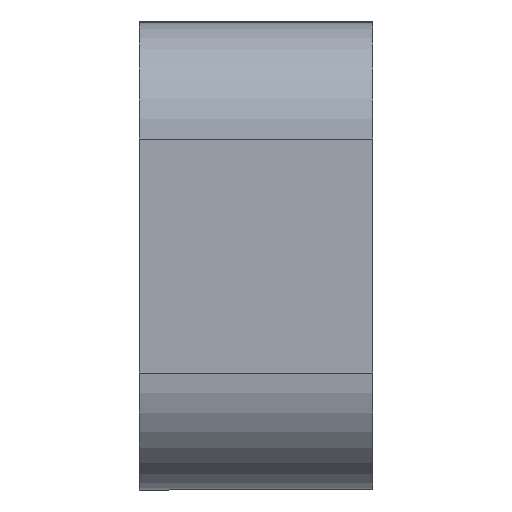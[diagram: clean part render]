
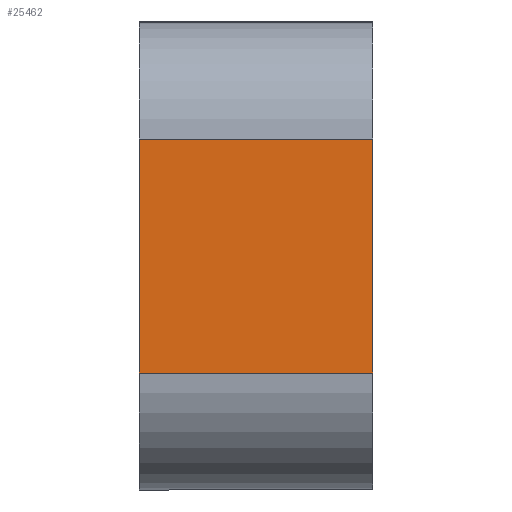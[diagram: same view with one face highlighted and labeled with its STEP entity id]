
A CAD part, left-side view. The second image highlights one B-rep face of the part: STEP entity #25462.
In plain terms, the highlighted planar face has unit normal (-1, 0, 0).
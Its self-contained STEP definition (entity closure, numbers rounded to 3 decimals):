
#2636=FACE_OUTER_BOUND('',#3938,.T.);
#3938=EDGE_LOOP('',(#21964,#21965,#21966,#21967));
#6474=LINE('',#41461,#9314);
#6660=LINE('',#41846,#9500);
#6662=LINE('',#41853,#9502);
#6663=LINE('',#41854,#9503);
#9314=VECTOR('',#33937,10.);
#9500=VECTOR('',#34293,10.);
#9502=VECTOR('',#34301,10.);
#9503=VECTOR('',#34302,10.);
#12021=VERTEX_POINT('',#41459);
#12022=VERTEX_POINT('',#41460);
#12135=VERTEX_POINT('',#41844);
#12136=VERTEX_POINT('',#41845);
#15451=EDGE_CURVE('',#12021,#12022,#6474,.T.);
#15679=EDGE_CURVE('',#12135,#12136,#6660,.T.);
#15683=EDGE_CURVE('',#12135,#12022,#6662,.T.);
#15684=EDGE_CURVE('',#12021,#12136,#6663,.T.);
#21964=ORIENTED_EDGE('',*,*,#15683,.F.);
#21965=ORIENTED_EDGE('',*,*,#15679,.T.);
#21966=ORIENTED_EDGE('',*,*,#15684,.F.);
#21967=ORIENTED_EDGE('',*,*,#15451,.T.);
#24241=PLANE('',#27581);
#25462=ADVANCED_FACE('',(#2636),#24241,.T.);
#27581=AXIS2_PLACEMENT_3D('',#41852,#34299,#34300);
#33937=DIRECTION('',(0.,-1.,0.));
#34293=DIRECTION('',(0.,1.,0.));
#34299=DIRECTION('center_axis',(-1.,0.,0.));
#34300=DIRECTION('ref_axis',(0.,0.,
1.));
#34301=DIRECTION('',(0.,0.,-1.));
#34302=DIRECTION('',(0.,0.,1.));
#41459=CARTESIAN_POINT('',(-5.747,-12.521,6.36));
#41460=CARTESIAN_POINT('',(-5.747,-22.521,6.36));
#41461=CARTESIAN_POINT('',(-5.747,-17.521,6.36));
#41844=CARTESIAN_POINT('',(-5.747,-22.521,16.36));
#41845=CARTESIAN_POINT('',(-5.747,-12.521,16.36));
#41846=CARTESIAN_POINT('',(-5.747,-17.521,16.36));
#41852=CARTESIAN_POINT('Origin',(-5.747,-17.521,11.36));
#41853=CARTESIAN_POINT('',(-5.747,-22.521,11.36));
#41854=CARTESIAN_POINT('',(-5.747,-12.521,11.36));
